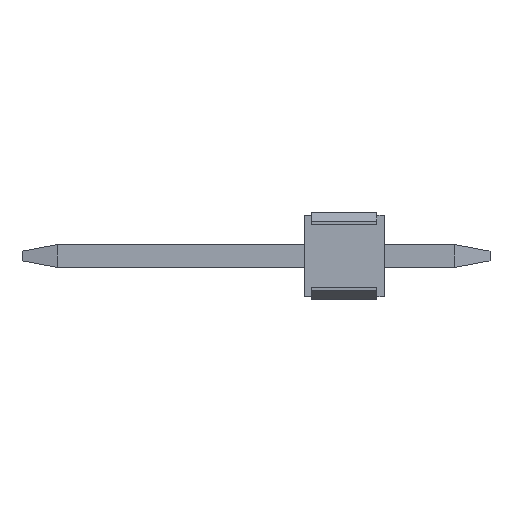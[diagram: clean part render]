
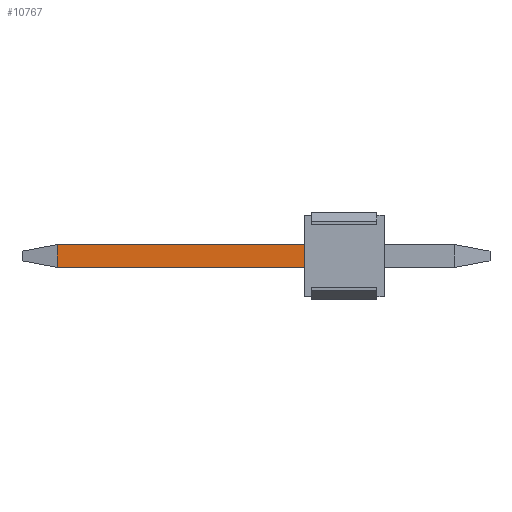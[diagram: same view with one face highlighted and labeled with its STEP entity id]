
A CAD part, left-side view. The second image highlights one B-rep face of the part: STEP entity #10767.
In plain terms, the highlighted planar face has unit normal (-1, 0, 0).
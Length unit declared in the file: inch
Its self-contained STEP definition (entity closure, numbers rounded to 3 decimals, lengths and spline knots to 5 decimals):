
#579=DIRECTION('',(0.,0.,-1.));
#580=VECTOR('',#579,0.026);
#581=CARTESIAN_POINT('',(-0.313,0.037,0.013));
#582=LINE('',#581,#580);
#3721=DIRECTION('',(0.,0.,-1.));
#3722=VECTOR('',#3721,0.026);
#3723=CARTESIAN_POINT('',(-0.313,0.325,0.013));
#3724=LINE('',#3723,#3722);
#3725=DIRECTION('',(0.,-1.,0.));
#3726=VECTOR('',#3725,0.288);
#3727=CARTESIAN_POINT('',(-0.313,0.325,0.013));
#3728=LINE('',#3727,#3726);
#3729=DIRECTION('',(0.,1.,0.));
#3730=VECTOR('',#3729,0.288);
#3731=CARTESIAN_POINT('',(-0.313,0.037,-0.013));
#3732=LINE('',#3731,#3730);
#4961=CARTESIAN_POINT('',(-0.313,0.037,0.013));
#4962=CARTESIAN_POINT('',(-0.313,0.037,-0.013));
#4963=VERTEX_POINT('',#4961);
#4964=VERTEX_POINT('',#4962);
#5046=CARTESIAN_POINT('',(-0.313,0.325,-0.013));
#5048=VERTEX_POINT('',#5046);
#5053=CARTESIAN_POINT('',(-0.313,0.325,0.013));
#5054=VERTEX_POINT('',#5053);
#10753=CARTESIAN_POINT('',(-0.313,0.,0.));
#10754=DIRECTION('',(1.,0.,0.));
#10755=DIRECTION('',(0.,0.,-1.));
#10756=AXIS2_PLACEMENT_3D('',#10753,#10754,#10755);
#10757=PLANE('',#10756);
#10759=ORIENTED_EDGE('',*,*,#10758,.F.);
#10761=ORIENTED_EDGE('',*,*,#10760,.T.);
#10762=ORIENTED_EDGE('',*,*,#5474,.T.);
#10764=ORIENTED_EDGE('',*,*,#10763,.T.);
#10765=EDGE_LOOP('',(#10759,#10761,#10762,#10764));
#10766=FACE_OUTER_BOUND('',#10765,.F.);
#10767=ADVANCED_FACE('',(#10766),#10757,.F.);
#5474=EDGE_CURVE('',#4963,#4964,#582,.T.);
#10758=EDGE_CURVE('',#5054,#5048,#3724,.T.);
#10760=EDGE_CURVE('',#5054,#4963,#3728,.T.);
#10763=EDGE_CURVE('',#4964,#5048,#3732,.T.);
